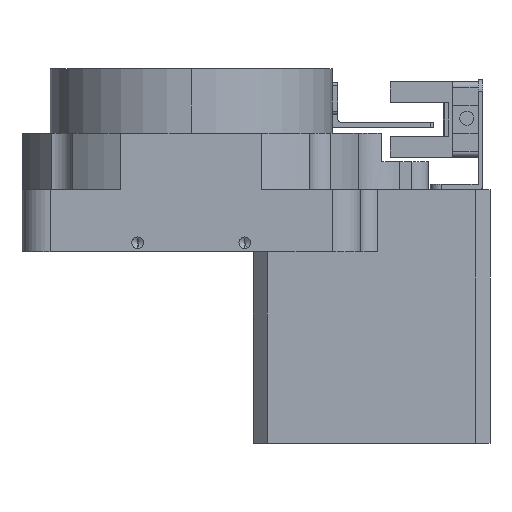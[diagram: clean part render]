
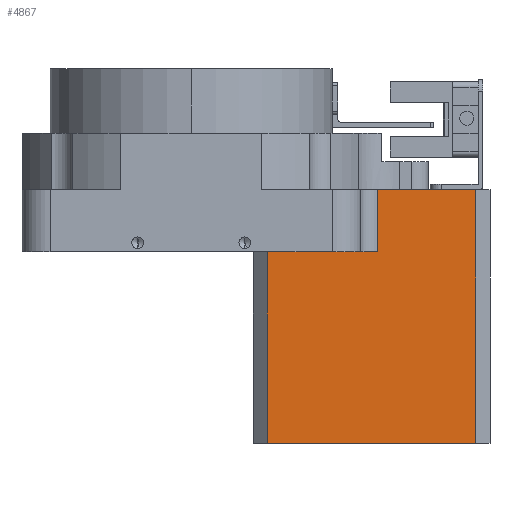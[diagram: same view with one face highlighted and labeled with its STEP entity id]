
A CAD part, left-side view. The second image highlights one B-rep face of the part: STEP entity #4867.
In plain terms, the highlighted planar face has unit normal (-1, 0, 0).
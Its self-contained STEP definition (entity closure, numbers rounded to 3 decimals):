
#277 = CARTESIAN_POINT ( 'NONE',  ( -21., -32.975, 0. ) ) ;
#696 = EDGE_CURVE ( 'NONE', #3943, #8195, #6766, .T. ) ;
#901 = VERTEX_POINT ( 'NONE', #1979 ) ;
#1608 = DIRECTION ( 'NONE',  ( 0., 1., 0. ) ) ;
#1860 = CARTESIAN_POINT ( 'NONE',  ( -21., -32.975, 11. ) ) ;
#1979 = CARTESIAN_POINT ( 'NONE',  ( -21., -13.5, -34. ) ) ;
#2017 = CARTESIAN_POINT ( 'NONE',  ( -21., -50.5, 32.5 ) ) ;
#2102 = DIRECTION ( 'NONE',  ( 0., 1., 0. ) ) ;
#2210 = VECTOR ( 'NONE', #7145, 1000. ) ;
#2314 = LINE ( 'NONE', #4372, #2210 ) ;
#2471 = VECTOR ( 'NONE', #2102, 1000. ) ;
#2645 = DIRECTION ( 'NONE',  ( 0., 0., -1. ) ) ;
#2797 = ORIENTED_EDGE ( 'NONE', *, *, #3105, .F. ) ;
#2829 = ORIENTED_EDGE ( 'NONE', *, *, #4413, .T. ) ;
#3105 = EDGE_CURVE ( 'NONE', #8195, #901, #3557, .T. ) ;
#3145 = VECTOR ( 'NONE', #8786, 1000. ) ;
#3159 = CARTESIAN_POINT ( 'NONE',  ( -21., -50.5, 11. ) ) ;
#3218 = LINE ( 'NONE', #6011, #3145 ) ;
#3390 = VECTOR ( 'NONE', #2645, 1000. ) ;
#3557 = LINE ( 'NONE', #4800, #2471 ) ;
#3625 = EDGE_CURVE ( 'NONE', #901, #3638, #2314, .T. ) ;
#3638 = VERTEX_POINT ( 'NONE', #6680 ) ;
#3671 = ORIENTED_EDGE ( 'NONE', *, *, #3965, .T. ) ;
#3795 = CARTESIAN_POINT ( 'NONE',  ( -21., -13.5, 0. ) ) ;
#3871 = CARTESIAN_POINT ( 'NONE',  ( -21., -32.975, 32.5 ) ) ;
#3901 = ORIENTED_EDGE ( 'NONE', *, *, #3625, .F. ) ;
#3909 = DIRECTION ( 'NONE',  ( 1., 0., 0. ) ) ;
#3943 = VERTEX_POINT ( 'NONE', #3159 ) ;
#3959 = DIRECTION ( 'NONE',  ( 0., 1., 0. ) ) ;
#3965 = EDGE_CURVE ( 'NONE', #7141, #3638, #7125, .T. ) ;
#4003 = FACE_OUTER_BOUND ( 'NONE', #5016, .T. ) ;
#4033 = DIRECTION ( 'NONE',  ( 0., 0., -1. ) ) ;
#4372 = CARTESIAN_POINT ( 'NONE',  ( -21., -13.5, -34. ) ) ;
#4413 = EDGE_CURVE ( 'NONE', #5930, #7141, #4650, .T. ) ;
#4650 = LINE ( 'NONE', #3871, #3390 ) ;
#4800 = CARTESIAN_POINT ( 'NONE',  ( -21., -13.5, -34. ) ) ;
#4867 = ADVANCED_FACE ( 'NONE', ( #4003 ), #8842, .F. ) ;
#4870 = CARTESIAN_POINT ( 'NONE',  ( -21., -50.5, -34. ) ) ;
#4927 = ORIENTED_EDGE ( 'NONE', *, *, #6312, .F. ) ;
#5016 = EDGE_LOOP ( 'NONE', ( #4927, #2829, #3671, #3901, #2797, #6888 ) ) ;
#5486 = VECTOR ( 'NONE', #4033, 1000. ) ;
#5926 = CARTESIAN_POINT ( 'NONE',  ( -21., -32.975, 32.5 ) ) ;
#5930 = VERTEX_POINT ( 'NONE', #1860 ) ;
#6011 = CARTESIAN_POINT ( 'NONE',  ( -21., -32.975, 11. ) ) ;
#6312 = EDGE_CURVE ( 'NONE', #5930, #3943, #3218, .T. ) ;
#6680 = CARTESIAN_POINT ( 'NONE',  ( -21., -13.5, 0. ) ) ;
#6766 = LINE ( 'NONE', #2017, #5486 ) ;
#6888 = ORIENTED_EDGE ( 'NONE', *, *, #696, .F. ) ;
#7125 = LINE ( 'NONE', #3795, #7312 ) ;
#7141 = VERTEX_POINT ( 'NONE', #277 ) ;
#7145 = DIRECTION ( 'NONE',  ( 0., 0., 1. ) ) ;
#7312 = VECTOR ( 'NONE', #1608, 1000. ) ;
#8195 = VERTEX_POINT ( 'NONE', #4870 ) ;
#8642 = AXIS2_PLACEMENT_3D ( 'NONE', #5926, #3909, #3959 ) ;
#8786 = DIRECTION ( 'NONE',  ( 0., -1., 0. ) ) ;
#8842 = PLANE ( 'NONE',  #8642 ) ;
